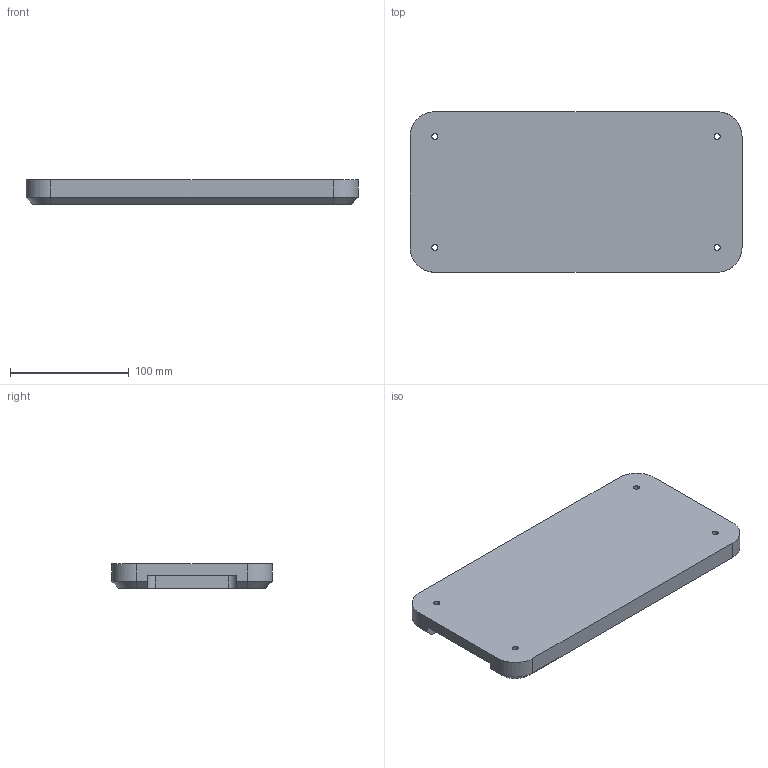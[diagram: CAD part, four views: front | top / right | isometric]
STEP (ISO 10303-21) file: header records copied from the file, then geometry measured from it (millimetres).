
FILE_DESCRIPTION(('FreeCAD Model'),'2;1');
FILE_NAME('Open CASCADE Shape Model','2025-05-07T16:48:40',('FreeCAD'),( 'FreeCAD'),'Open CASCADE STEP processor 7.6','FreeCAD','Unknown');
FILE_SCHEMA(('AUTOMOTIVE_DESIGN { 1 0 10303 214 1 1 1 1 }'));
Length unit declared in the file: millimetre
Products named in the file (1): Open CASCADE STEP translator 7.6 1
Bounding box: 279.92 x 135.36 x 20.89 mm (x, y, z)
Volume: 712127.6 mm3; surface area: 91729.6 mm2
Topology: 1 solids, 1 shells, 33 faces, 85 edges, 54 vertices
Faces by surface type: bspline 33
Entity records: 998 total; most frequent: CARTESIAN_POINT 489, ORIENTED_EDGE 170, EDGE_CURVE 85, VERTEX_POINT 54, B_SPLINE_CURVE_WITH_KNOTS 53, FACE_BOUND 41, EDGE_LOOP 41, ADVANCED_FACE 33
